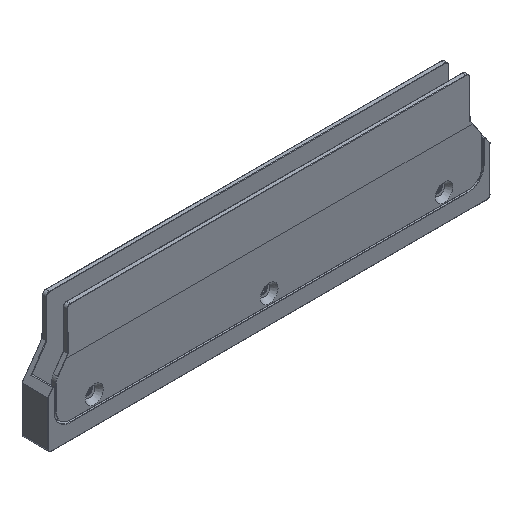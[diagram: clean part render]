
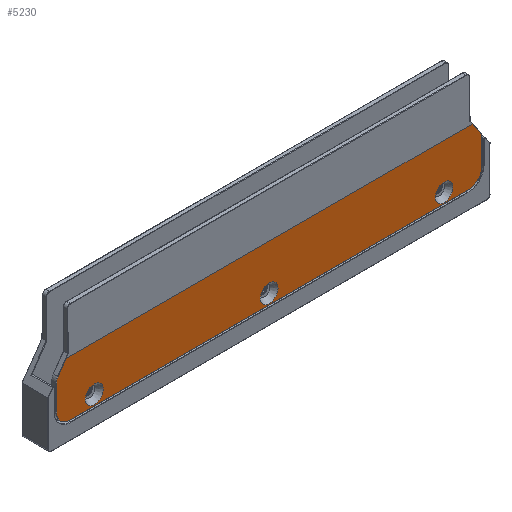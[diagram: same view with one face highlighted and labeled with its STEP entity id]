
A CAD part, isometric view. The second image highlights one B-rep face of the part: STEP entity #5230.
In plain terms, the highlighted planar face has unit normal (0, -1, 0).
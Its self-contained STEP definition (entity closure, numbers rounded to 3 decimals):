
#386=FACE_BOUND('',#1655,.T.);
#387=FACE_BOUND('',#1656,.T.);
#388=FACE_BOUND('',#1657,.T.);
#400=PLANE('',#5571);
#474=LINE('',#7345,#794);
#475=LINE('',#7351,#795);
#476=LINE('',#7355,#796);
#477=LINE('',#7359,#797);
#478=LINE('',#7363,#798);
#479=LINE('',#7364,#799);
#794=VECTOR('',#6071,10.);
#795=VECTOR('',#6078,10.);
#796=VECTOR('',#6081,10.);
#797=VECTOR('',#6084,10.);
#798=VECTOR('',#6087,10.);
#799=VECTOR('',#6088,10.);
#1339=FACE_OUTER_BOUND('',#1654,.T.);
#1654=EDGE_LOOP('',(#3539,#3540,#3541,#3542,#3543,#3544,#3545,#3546,#3547,
#3548));
#1655=EDGE_LOOP('',(#3549));
#1656=EDGE_LOOP('',(#3550));
#1657=EDGE_LOOP('',(#3551));
#1983=CIRCLE('',#5563,2.9);
#1984=CIRCLE('',#5572,4.4);
#1985=CIRCLE('',#5573,4.4);
#1986=CIRCLE('',#5574,2.9);
#1987=CIRCLE('',#5575,2.8);
#1988=CIRCLE('',#5576,2.8);
#1989=CIRCLE('',#5577,2.8);
#2132=VERTEX_POINT('',#7318);
#2135=VERTEX_POINT('',#7323);
#2141=VERTEX_POINT('',#7344);
#2143=VERTEX_POINT('',#7350);
#2144=VERTEX_POINT('',#7352);
#2145=VERTEX_POINT('',#7354);
#2146=VERTEX_POINT('',#7356);
#2147=VERTEX_POINT('',#7358);
#2148=VERTEX_POINT('',#7360);
#2149=VERTEX_POINT('',#7362);
#2150=VERTEX_POINT('',#7365);
#2151=VERTEX_POINT('',#7367);
#2152=VERTEX_POINT('',#7369);
#2675=EDGE_CURVE('',#2135,#2132,#1983,.T.);
#2685=EDGE_CURVE('',#2132,#2141,#474,.T.);
#2688=EDGE_CURVE('',#2143,#2135,#475,.T.);
#2689=EDGE_CURVE('',#2144,#2143,#1984,.T.);
#2690=EDGE_CURVE('',#2145,#2144,#476,.T.);
#2691=EDGE_CURVE('',#2146,#2145,#1985,.T.);
#2692=EDGE_CURVE('',#2147,#2146,#477,.T.);
#2693=EDGE_CURVE('',#2148,#2147,#1986,.T.);
#2694=EDGE_CURVE('',#2149,#2148,#478,.T.);
#2695=EDGE_CURVE('',#2141,#2149,#479,.T.);
#2696=EDGE_CURVE('',#2150,#2150,#1987,.T.);
#2697=EDGE_CURVE('',#2151,#2151,#1988,.T.);
#2698=EDGE_CURVE('',#2152,#2152,#1989,.T.);
#3539=ORIENTED_EDGE('',*,*,#2675,.F.);
#3540=ORIENTED_EDGE('',*,*,#2688,.F.);
#3541=ORIENTED_EDGE('',*,*,#2689,.F.);
#3542=ORIENTED_EDGE('',*,*,#2690,.F.);
#3543=ORIENTED_EDGE('',*,*,#2691,.F.);
#3544=ORIENTED_EDGE('',*,*,#2692,.F.);
#3545=ORIENTED_EDGE('',*,*,#2693,.F.);
#3546=ORIENTED_EDGE('',*,*,#2694,.F.);
#3547=ORIENTED_EDGE('',*,*,#2695,.F.);
#3548=ORIENTED_EDGE('',*,*,#2685,.F.);
#3549=ORIENTED_EDGE('',*,*,#2696,.F.);
#3550=ORIENTED_EDGE('',*,*,#2697,.F.);
#3551=ORIENTED_EDGE('',*,*,#2698,.F.);
#5230=ADVANCED_FACE('',(#1339,#386,#387,#388),#400,.T.);
#5563=AXIS2_PLACEMENT_3D('',#7325,#6051,#6052);
#5571=AXIS2_PLACEMENT_3D('',#7349,#6076,#6077);
#5572=AXIS2_PLACEMENT_3D('',#7353,#6079,#6080);
#5573=AXIS2_PLACEMENT_3D('',#7357,#6082,#6083);
#5574=AXIS2_PLACEMENT_3D('',#7361,#6085,#6086);
#5575=AXIS2_PLACEMENT_3D('',#7366,#6089,#6090);
#5576=AXIS2_PLACEMENT_3D('',#7368,#6091,#6092);
#5577=AXIS2_PLACEMENT_3D('',#7370,#6093,#6094);
#6051=DIRECTION('center_axis',(0.,1.,0.));
#6052=DIRECTION('ref_axis',(-0.954,0.,0.299));
#6071=DIRECTION('',(0.57,0.,0.821));
#6076=DIRECTION('center_axis',(0.,-1.,0.));
#6077=DIRECTION('ref_axis',(0.,0.,-1.));
#6078=DIRECTION('',(0.,0.,1.));
#6079=DIRECTION('center_axis',(0.,1.,0.));
#6080=DIRECTION('ref_axis',(-0.707,0.,-0.707));
#6081=DIRECTION('',(-1.,0.,0.));
#6082=DIRECTION('center_axis',(0.,1.,0.));
#6083=DIRECTION('ref_axis',(0.707,0.,-0.707));
#6084=DIRECTION('',(0.,0.,-1.));
#6085=DIRECTION('center_axis',(0.,1.,0.));
#6086=DIRECTION('ref_axis',(0.954,0.,0.299));
#6087=DIRECTION('',(0.57,0.,-0.821));
#6088=DIRECTION('',(1.,0.,0.));
#6089=DIRECTION('center_axis',(0.,-1.,0.));
#6090=DIRECTION('ref_axis',(-1.,0.,0.));
#6091=DIRECTION('center_axis',(0.,-1.,0.));
#6092=DIRECTION('ref_axis',(-1.,0.,0.));
#6093=DIRECTION('center_axis',(0.,-1.,0.));
#6094=DIRECTION('ref_axis',(-1.,0.,0.));
#7318=CARTESIAN_POINT('',(-66.382,-4.15,-17.685));
#7323=CARTESIAN_POINT('',(-66.9,-4.15,-19.34));
#7325=CARTESIAN_POINT('Origin',(-64.,-4.15,-19.34));
#7344=CARTESIAN_POINT('',(-63.823,-4.15,-14.));
#7345=CARTESIAN_POINT('',(-57.292,-4.15,-4.596));
#7349=CARTESIAN_POINT('Origin',(0.,-4.15,-18.5));
#7350=CARTESIAN_POINT('',(-66.9,-4.15,-27.));
#7351=CARTESIAN_POINT('',(-66.9,-4.15,-22.75));
#7352=CARTESIAN_POINT('',(-62.5,-4.15,-31.4));
#7353=CARTESIAN_POINT('Origin',(-62.5,-4.15,-27.));
#7354=CARTESIAN_POINT('',(62.5,-4.15,-31.4));
#7355=CARTESIAN_POINT('',(31.25,-4.15,-31.4));
#7356=CARTESIAN_POINT('',(66.9,-4.15,-27.));
#7357=CARTESIAN_POINT('Origin',(62.5,-4.15,-27.));
#7358=CARTESIAN_POINT('',(66.9,-4.15,-19.34));
#7359=CARTESIAN_POINT('',(66.9,-4.15,-5.082));
#7360=CARTESIAN_POINT('',(66.382,-4.15,-17.685));
#7361=CARTESIAN_POINT('Origin',(64.,-4.15,-19.34));
#7362=CARTESIAN_POINT('',(63.823,-4.15,-14.));
#7363=CARTESIAN_POINT('',(54.167,-4.15,-0.096));
#7364=CARTESIAN_POINT('',(-31.625,-4.15,-14.));
#7365=CARTESIAN_POINT('',(2.8,-4.15,-28.2));
#7366=CARTESIAN_POINT('Origin',(0.,-4.15,-28.2));
#7367=CARTESIAN_POINT('',(-52.2,-4.15,-28.2));
#7368=CARTESIAN_POINT('Origin',(-55.,-4.15,-28.2));
#7369=CARTESIAN_POINT('',(57.8,-4.15,-28.2));
#7370=CARTESIAN_POINT('Origin',(55.,-4.15,-28.2));
